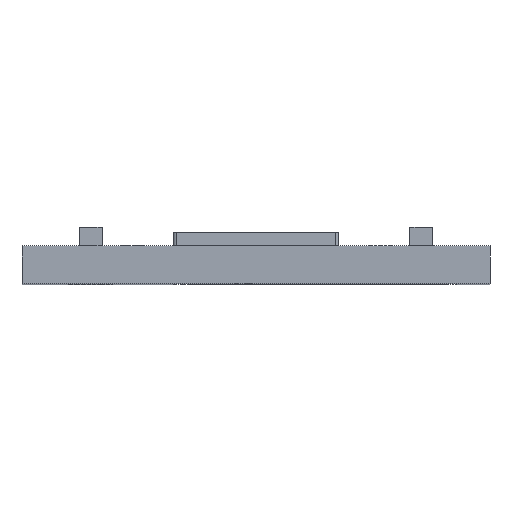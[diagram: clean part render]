
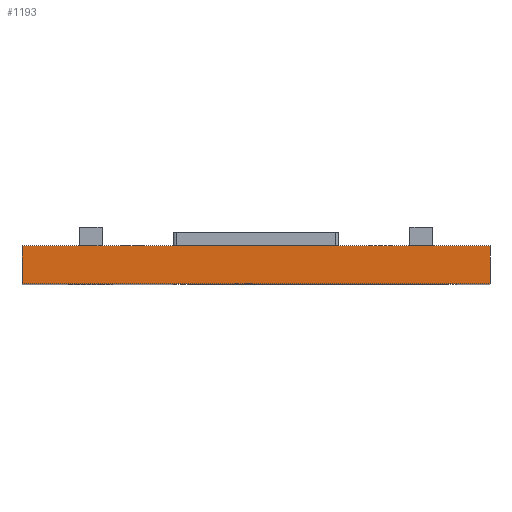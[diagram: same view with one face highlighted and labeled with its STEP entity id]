
A CAD part, top view. The second image highlights one B-rep face of the part: STEP entity #1193.
In plain terms, the highlighted planar face has unit normal (0, 0, 1).
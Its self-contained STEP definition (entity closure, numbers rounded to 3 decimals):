
#244 = CARTESIAN_POINT ( 'NONE',  ( -42.5, 0., 42.5 ) ) ;
#279 = ORIENTED_EDGE ( 'NONE', *, *, #1856, .T. ) ;
#412 = AXIS2_PLACEMENT_3D ( 'NONE', #730, #1549, #1574 ) ;
#439 = DIRECTION ( 'NONE',  ( 0., -1., 0. ) ) ;
#465 = ORIENTED_EDGE ( 'NONE', *, *, #2463, .T. ) ;
#602 = LINE ( 'NONE', #1362, #1899 ) ;
#675 = EDGE_CURVE ( 'NONE', #734, #2004, #868, .T. ) ;
#730 = CARTESIAN_POINT ( 'NONE',  ( -42.5, 6.9, 42.5 ) ) ;
#734 = VERTEX_POINT ( 'NONE', #1290 ) ;
#868 = LINE ( 'NONE', #2473, #1793 ) ;
#960 = VERTEX_POINT ( 'NONE', #2233 ) ;
#980 = PLANE ( 'NONE',  #412 ) ;
#1009 = VERTEX_POINT ( 'NONE', #244 ) ;
#1177 = EDGE_CURVE ( 'NONE', #2004, #960, #2205, .T. ) ;
#1193 = ADVANCED_FACE ( 'NONE', ( #1732 ), #980, .F. ) ;
#1290 = CARTESIAN_POINT ( 'NONE',  ( -42.5, 6.9, 42.5 ) ) ;
#1300 = VECTOR ( 'NONE', #2563, 1000. ) ;
#1362 = CARTESIAN_POINT ( 'NONE',  ( -42.5, 0., 42.5 ) ) ;
#1481 = CARTESIAN_POINT ( 'NONE',  ( -42.5, 6.9, 42.5 ) ) ;
#1549 = DIRECTION ( 'NONE',  ( 0., 0., -1. ) ) ;
#1567 = DIRECTION ( 'NONE',  ( 1., 0., 0. ) ) ;
#1574 = DIRECTION ( 'NONE',  ( -1., 0., 0. ) ) ;
#1688 = DIRECTION ( 'NONE',  ( 1., 0., 0. ) ) ;
#1707 = ORIENTED_EDGE ( 'NONE', *, *, #675, .F. ) ;
#1709 = ORIENTED_EDGE ( 'NONE', *, *, #1177, .F. ) ;
#1732 = FACE_OUTER_BOUND ( 'NONE', #2043, .T. ) ;
#1782 = CARTESIAN_POINT ( 'NONE',  ( 42.5, 6.9, 42.5 ) ) ;
#1793 = VECTOR ( 'NONE', #1688, 1000. ) ;
#1829 = CARTESIAN_POINT ( 'NONE',  ( 42.5, 6.9, 42.5 ) ) ;
#1856 = EDGE_CURVE ( 'NONE', #1009, #960, #602, .T. ) ;
#1899 = VECTOR ( 'NONE', #1567, 1000. ) ;
#2004 = VERTEX_POINT ( 'NONE', #1829 ) ;
#2043 = EDGE_LOOP ( 'NONE', ( #279, #1709, #1707, #465 ) ) ;
#2091 = LINE ( 'NONE', #1481, #2246 ) ;
#2205 = LINE ( 'NONE', #1782, #1300 ) ;
#2233 = CARTESIAN_POINT ( 'NONE',  ( 42.5, 0., 42.5 ) ) ;
#2246 = VECTOR ( 'NONE', #439, 1000. ) ;
#2463 = EDGE_CURVE ( 'NONE', #734, #1009, #2091, .T. ) ;
#2473 = CARTESIAN_POINT ( 'NONE',  ( -42.5, 6.9, 42.5 ) ) ;
#2563 = DIRECTION ( 'NONE',  ( 0., -1., 0. ) ) ;
